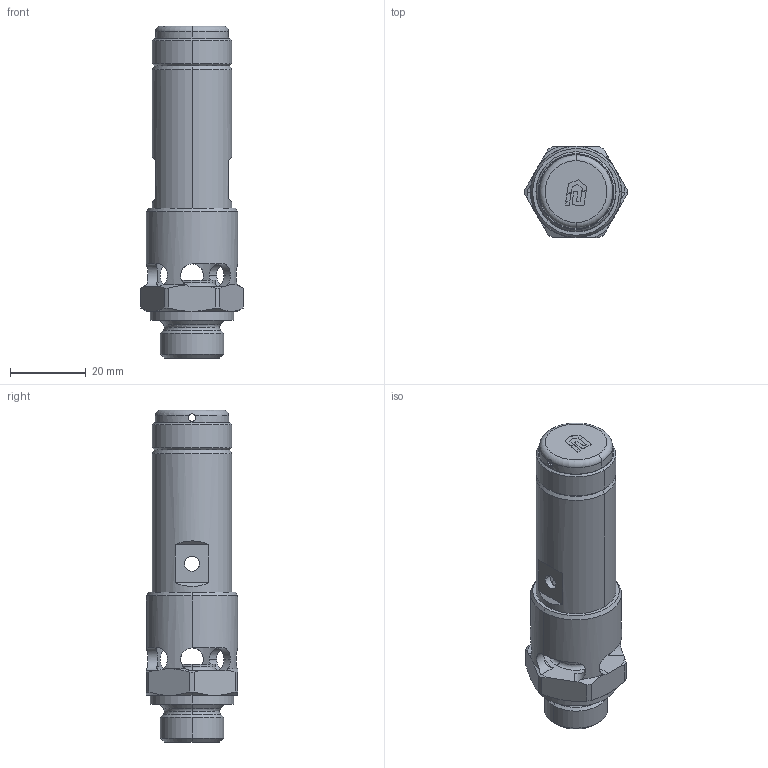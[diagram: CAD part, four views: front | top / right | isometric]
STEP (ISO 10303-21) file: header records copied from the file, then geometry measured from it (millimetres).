
FILE_DESCRIPTION(('HOOPS Exchange Step'),'2;1');
FILE_NAME('SV01_DN10.stp','2026-01-09T15:58:29+01:00',('nieru'),('Unknown organisation'),'HOOPS Exchange 2024.2','HOOPS Exchange','Unknown authorisation');
FILE_SCHEMA( ('AP203_CONFIGURATION_CONTROLLED_3D_DESIGN_OF_MECHANICAL_PARTS_AND_ASSEMBLIES_MIM_LF') );
Length unit declared in the file: millimetre
Products named in the file (2): 0; root
Assembly tree (1 placements, depth 2):
  root
    0
Bounding box: 27 x 24 x 87.5 mm (x, y, z)
Volume: 15813.7 mm3; surface area: 13986.4 mm2
Topology: 4 solids, 4 shells, 220 faces, 560 edges, 353 vertices
Faces by surface type: cylinder 82, plane 70, cone 48, torus 18, bspline 2
Entity records: 8746 total; most frequent: CARTESIAN_POINT 3431, ORIENTED_EDGE 1120, DIRECTION 1056, EDGE_CURVE 560, AXIS2_PLACEMENT_3D 418, VERTEX_POINT 353, EDGE_LOOP 251, FACE_BOUND 251
